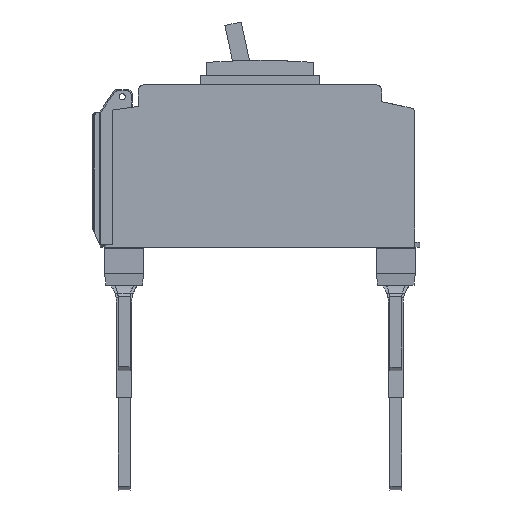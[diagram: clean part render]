
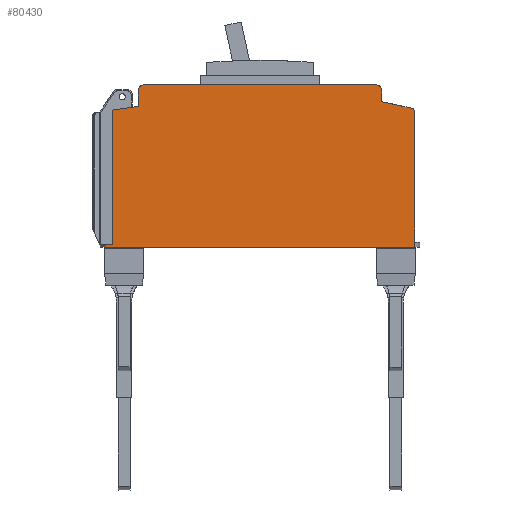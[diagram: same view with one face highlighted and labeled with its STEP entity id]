
A CAD part, left-side view. The second image highlights one B-rep face of the part: STEP entity #80430.
In plain terms, the highlighted planar face has unit normal (-1, 0, 0).
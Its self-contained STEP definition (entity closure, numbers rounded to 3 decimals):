
#60030=CARTESIAN_POINT('',(38.906,300.252,
-38.612));
#60040=VERTEX_POINT('',#60030);
#60070=CARTESIAN_POINT('',(38.906,302.252,
-38.612));
#60080=DIRECTION('',(-1.,0.,0.));
#60090=DIRECTION('',(0.,0.,-1.));
#60100=AXIS2_PLACEMENT_3D('',#60070,#60080,#60090);
#60110=CIRCLE('',#60100,2.);
#60120=CARTESIAN_POINT('',(38.906,301.833,
-36.656));
#60130=VERTEX_POINT('',#60120);
#60140=EDGE_CURVE('',#60040,#60130,#60110,.T.);
#62240=CARTESIAN_POINT('',(38.906,300.252,
-94.995));
#62250=VERTEX_POINT('',#62240);
#62280=CARTESIAN_POINT('',(38.906,300.252,
0.));
#62290=DIRECTION('',(0.,0.,1.));
#62300=VECTOR('',#62290,1.);
#62310=LINE('',#62280,#62300);
#62320=EDGE_CURVE('',#62250,#60040,#62310,.T.);
#67830=CARTESIAN_POINT('',(38.906,314.252,
-33.995));
#67840=VERTEX_POINT('',#67830);
#67870=CARTESIAN_POINT('',(38.906,314.252,
0.));
#67880=DIRECTION('',(0.,0.,-1.));
#67890=VECTOR('',#67880,1.);
#67900=LINE('',#67870,#67890);
#67910=CARTESIAN_POINT('',(38.906,314.252,
-28.995));
#67920=VERTEX_POINT('',#67910);
#67930=EDGE_CURVE('',#67920,#67840,#67900,.T.);
#68830=CARTESIAN_POINT('',(38.906,316.252,
-28.995));
#68840=DIRECTION('',(-1.,0.,0.));
#68850=DIRECTION('',(0.,1.,0.));
#68860=AXIS2_PLACEMENT_3D('',#68830,#68840,#68850);
#68870=CIRCLE('',#68860,2.);
#68880=CARTESIAN_POINT('',(38.906,316.252,
-26.995));
#68890=VERTEX_POINT('',#68880);
#68900=EDGE_CURVE('',#67920,#68890,#68870,.T.);
#73210=CARTESIAN_POINT('',(38.906,430.252,
-94.995));
#73220=VERTEX_POINT('',#73210);
#73250=CARTESIAN_POINT('',(38.906,0.,-94.995));
#73260=DIRECTION('',(0.,-1.,0.));
#73270=VECTOR('',#73260,1.);
#73280=LINE('',#73250,#73270);
#73290=EDGE_CURVE('',#73220,#62250,#73280,.T.);
#74540=CARTESIAN_POINT('',(38.906,730.504,
55.202));
#74550=DIRECTION('',(0.,-0.978,-0.21));
#74560=VECTOR('',#74550,1.);
#74570=LINE('',#74540,#74560);
#74580=EDGE_CURVE('',#67840,#60130,#74570,.T.);
#75900=CARTESIAN_POINT('',(38.906,414.252,
-26.995));
#75910=VERTEX_POINT('',#75900);
#75940=CARTESIAN_POINT('',(38.906,414.252,
-28.995));
#75950=DIRECTION('',(1.,0.,0.));
#75960=DIRECTION('',(0.,-1.,0.));
#75970=AXIS2_PLACEMENT_3D('',#75940,#75950,#75960);
#75980=CIRCLE('',#75970,2.);
#75990=CARTESIAN_POINT('',(38.906,416.252,
-28.995));
#76000=VERTEX_POINT('',#75990);
#76010=EDGE_CURVE('',#76000,#75910,#75980,.T.);
#77170=CARTESIAN_POINT('',(38.906,416.252,
-35.991));
#77180=VERTEX_POINT('',#77170);
#77210=CARTESIAN_POINT('',(38.906,0.,22.509));
#77220=DIRECTION('',(0.,0.99,-0.139));
#77230=VECTOR('',#77220,1.);
#77240=LINE('',#77210,#77230);
#77250=CARTESIAN_POINT('',(38.906,427.28,
-37.541));
#77260=VERTEX_POINT('',#77250);
#77270=EDGE_CURVE('',#77180,#77260,#77240,.T.);
#79940=CARTESIAN_POINT('',(38.906,430.252,0.));
#79950=DIRECTION('',(1.,-0.,0.));
#79960=DIRECTION('',(0.,0.,-1.));
#79970=AXIS2_PLACEMENT_3D('',#79940,#79950,#79960);
#79980=PLANE('',#79970);
#79990=CARTESIAN_POINT('',(38.906,427.28,0.));
#80000=DIRECTION('',(0.,0.,1.));
#80010=VECTOR('',#80000,1.);
#80020=LINE('',#79990,#80010);
#80030=CARTESIAN_POINT('',(38.906,427.28,
-93.995));
#80040=VERTEX_POINT('',#80030);
#80050=EDGE_CURVE('',#80040,#77260,#80020,.T.);
#80060=ORIENTED_EDGE('',*,*,#80050,.F.);
#80070=ORIENTED_EDGE('',*,*,#77270,.T.);
#80080=CARTESIAN_POINT('',(38.906,416.252,0.));
#80090=DIRECTION('',(0.,0.,-1.));
#80100=VECTOR('',#80090,1.);
#80110=LINE('',#80080,#80100);
#80120=EDGE_CURVE('',#76000,#77180,#80110,.T.);
#80130=ORIENTED_EDGE('',*,*,#80120,.T.);
#80140=ORIENTED_EDGE('',*,*,#76010,.F.);
#80150=CARTESIAN_POINT('',(38.906,730.504,
-26.995));
#80160=DIRECTION('',(0.,-1.,0.));
#80170=VECTOR('',#80160,1.);
#80180=LINE('',#80150,#80170);
#80190=EDGE_CURVE('',#75910,#68890,#80180,.T.);
#80200=ORIENTED_EDGE('',*,*,#80190,.F.);
#80210=ORIENTED_EDGE('',*,*,#68900,.T.);
#80220=ORIENTED_EDGE('',*,*,#67930,.F.);
#80230=ORIENTED_EDGE('',*,*,#74580,.F.);
#80240=ORIENTED_EDGE('',*,*,#60140,.T.);
#80250=ORIENTED_EDGE('',*,*,#62320,.T.);
#80260=ORIENTED_EDGE('',*,*,#73290,.T.);
#80270=CARTESIAN_POINT('',(38.906,430.252,0.));
#80280=DIRECTION('',(0.,0.,1.));
#80290=VECTOR('',#80280,1.);
#80300=LINE('',#80270,#80290);
#80310=CARTESIAN_POINT('',(38.906,430.252,
-93.995));
#80320=VERTEX_POINT('',#80310);
#80330=EDGE_CURVE('',#73220,#80320,#80300,.T.);
#80340=ORIENTED_EDGE('',*,*,#80330,.F.);
#80350=CARTESIAN_POINT('',(38.906,0.,-93.995));
#80360=DIRECTION('',(0.,-1.,0.));
#80370=VECTOR('',#80360,1.);
#80380=LINE('',#80350,#80370);
#80390=EDGE_CURVE('',#80320,#80040,#80380,.T.);
#80400=ORIENTED_EDGE('',*,*,#80390,.F.);
#80410=EDGE_LOOP('',(#80400,#80340,#80260,#80250,#80240,#80230,#80220,
#80210,#80200,#80140,#80130,#80070,#80060));
#80420=FACE_OUTER_BOUND('',#80410,.T.);
#80430=ADVANCED_FACE('',(#80420),#79980,.F.);
